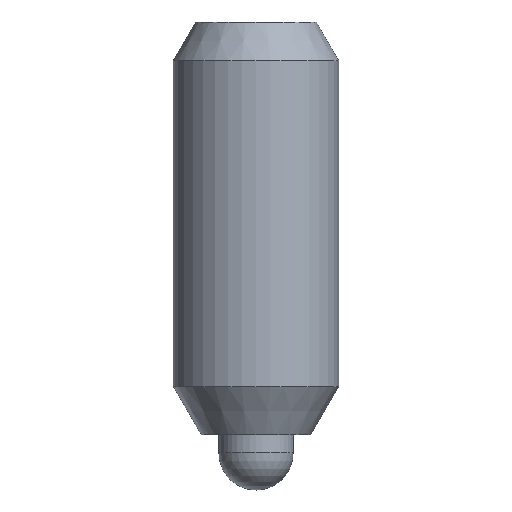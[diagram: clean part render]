
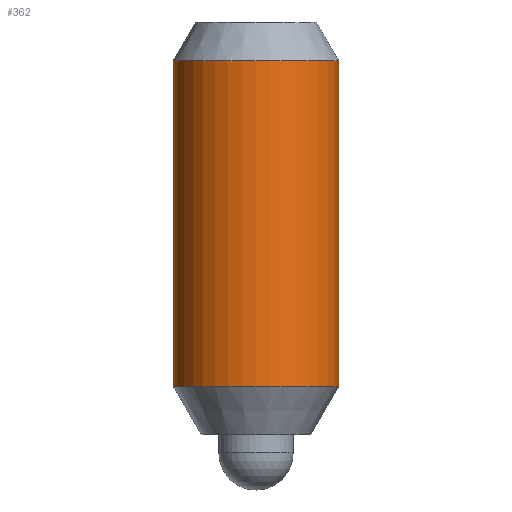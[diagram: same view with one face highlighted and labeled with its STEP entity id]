
A CAD part, front view. The second image highlights one B-rep face of the part: STEP entity #362.
In plain terms, the highlighted cylindrical face has radius 3 mm (diameter 6 mm), a partial arc.
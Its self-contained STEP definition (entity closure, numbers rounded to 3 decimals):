
#188=EDGE_CURVE('',#400,#304,#460,.T.);
#196=EDGE_CURVE('',#298,#374,#470,.T.);
#298=VERTEX_POINT('',#586);
#304=VERTEX_POINT('',#592);
#314=EDGE_CURVE('',#400,#298,#603,.T.);
#318=EDGE_CURVE('',#374,#304,#607,.T.);
#362=ADVANCED_FACE('',(#655),#656,.T.);
#374=VERTEX_POINT('',#671);
#400=VERTEX_POINT('',#700);
#460=CIRCLE('',#761,3.);
#470=CIRCLE('',#772,3.);
#586=CARTESIAN_POINT('',(3.,0.,15.6));
#592=CARTESIAN_POINT('',(-3.,0.,3.75));
#603=LINE('',#985,#986);
#607=LINE('',#991,#992);
#655=FACE_OUTER_BOUND('',#1070,.T.);
#656=CYLINDRICAL_SURFACE('',#1071,3.);
#671=CARTESIAN_POINT('',(-3.,0.,15.6));
#700=CARTESIAN_POINT('',(3.,0.,3.75));
#761=AXIS2_PLACEMENT_3D('',#1180,#1181,#1182);
#772=AXIS2_PLACEMENT_3D('',#1198,#1199,#1200);
#985=CARTESIAN_POINT('',(3.,0.,9.675));
#986=VECTOR('',#1359,1.0);
#991=CARTESIAN_POINT('',(-3.,0.,9.675));
#992=VECTOR('',#1360,1.0);
#1070=EDGE_LOOP('',(#1401,#1402,#1403,#1404));
#1071=AXIS2_PLACEMENT_3D('',#1405,#1406,#1407);
#1180=CARTESIAN_POINT('',(0.0,0.,3.75));
#1181=DIRECTION('',(-0.0,0.0,-1.0));
#1182=DIRECTION('',(-1.0,0.,0.0));
#1198=CARTESIAN_POINT('',(0.0,0.,15.6));
#1199=DIRECTION('',(-0.0,0.0,-1.0));
#1200=DIRECTION('',(-1.0,0.,0.0));
#1359=DIRECTION('',(-0.0,-0.0,1.0));
#1360=DIRECTION('',(0.0,0.0,-1.0));
#1401=ORIENTED_EDGE('',*,*,#318,.T.);
#1402=ORIENTED_EDGE('',*,*,#188,.F.);
#1403=ORIENTED_EDGE('',*,*,#314,.T.);
#1404=ORIENTED_EDGE('',*,*,#196,.T.);
#1405=CARTESIAN_POINT('',(0.0,0.,9.675));
#1406=DIRECTION('',(0.0,-0.0,1.0));
#1407=DIRECTION('',(-1.0,0.,0.0));
